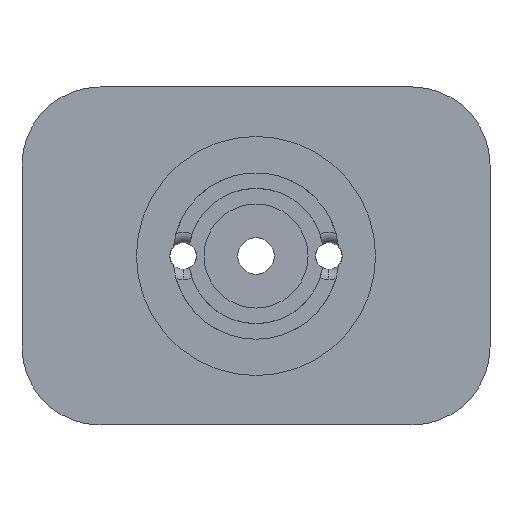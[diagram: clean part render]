
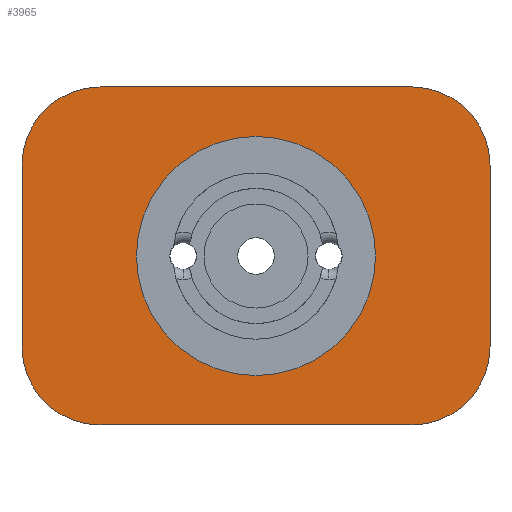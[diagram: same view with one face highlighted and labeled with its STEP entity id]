
A CAD part, front view. The second image highlights one B-rep face of the part: STEP entity #3965.
In plain terms, the highlighted planar face has unit normal (0, -1, 0).
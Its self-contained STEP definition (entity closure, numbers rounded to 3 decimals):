
#54 = CARTESIAN_POINT ( 'NONE',  ( 45., 0., -17.5 ) ) ;
#144 = ORIENTED_EDGE ( 'NONE', *, *, #644, .F. ) ;
#148 = CARTESIAN_POINT ( 'NONE',  ( 0., 0., 0. ) ) ;
#394 = CARTESIAN_POINT ( 'NONE',  ( -30., 0., 17.5 ) ) ;
#501 = DIRECTION ( 'NONE',  ( 0., 0., -1. ) ) ;
#534 = AXIS2_PLACEMENT_3D ( 'NONE', #2342, #2018, #4430 ) ;
#599 = EDGE_CURVE ( 'NONE', #2583, #1536, #1295, .T. ) ;
#603 = DIRECTION ( 'NONE',  ( 0., 0., 1. ) ) ;
#618 = DIRECTION ( 'NONE',  ( -1., 0., 0. ) ) ;
#644 = EDGE_CURVE ( 'NONE', #4210, #2164, #3156, .T. ) ;
#667 = CARTESIAN_POINT ( 'NONE',  ( -30., 0., -32.5 ) ) ;
#701 = ORIENTED_EDGE ( 'NONE', *, *, #3679, .F. ) ;
#766 = CARTESIAN_POINT ( 'NONE',  ( 30., 0., 32.5 ) ) ;
#813 = PLANE ( 'NONE',  #1479 ) ;
#817 = VERTEX_POINT ( 'NONE', #1945 ) ;
#845 = DIRECTION ( 'NONE',  ( 0., -1., 0. ) ) ;
#852 = VERTEX_POINT ( 'NONE', #1966 ) ;
#869 = CARTESIAN_POINT ( 'NONE',  ( 0., 0., 0. ) ) ;
#951 = CARTESIAN_POINT ( 'NONE',  ( 45., 0., 17.5 ) ) ;
#960 = CARTESIAN_POINT ( 'NONE',  ( -45., 0., 17.5 ) ) ;
#1055 = CIRCLE ( 'NONE', #534, 15. ) ;
#1074 = CARTESIAN_POINT ( 'NONE',  ( -30., 0., -32.5 ) ) ;
#1135 = DIRECTION ( 'NONE',  ( 0., -1., 0. ) ) ;
#1189 = EDGE_LOOP ( 'NONE', ( #701, #4353 ) ) ;
#1295 = LINE ( 'NONE', #2742, #3938 ) ;
#1388 = VECTOR ( 'NONE', #618, 1000. ) ;
#1408 = VECTOR ( 'NONE', #2740, 1000. ) ;
#1415 = CARTESIAN_POINT ( 'NONE',  ( -45., 0., 17.5 ) ) ;
#1479 = AXIS2_PLACEMENT_3D ( 'NONE', #394, #1135, #2574 ) ;
#1536 = VERTEX_POINT ( 'NONE', #54 ) ;
#1668 = CARTESIAN_POINT ( 'NONE',  ( -45., 0., -17.5 ) ) ;
#1727 = DIRECTION ( 'NONE',  ( 0., 0., 1. ) ) ;
#1743 = AXIS2_PLACEMENT_3D ( 'NONE', #2389, #2038, #603 ) ;
#1945 = CARTESIAN_POINT ( 'NONE',  ( 0., 0., -23. ) ) ;
#1966 = CARTESIAN_POINT ( 'NONE',  ( 0., 0., 23. ) ) ;
#1989 = EDGE_CURVE ( 'NONE', #852, #817, #3780, .T. ) ;
#2018 = DIRECTION ( 'NONE',  ( 0., 1., 0. ) ) ;
#2027 = VERTEX_POINT ( 'NONE', #1668 ) ;
#2038 = DIRECTION ( 'NONE',  ( 0., 1., 0. ) ) ;
#2059 = LINE ( 'NONE', #2792, #1408 ) ;
#2094 = CIRCLE ( 'NONE', #4408, 23. ) ;
#2164 = VERTEX_POINT ( 'NONE', #1074 ) ;
#2342 = CARTESIAN_POINT ( 'NONE',  ( -30., 0., 17.5 ) ) ;
#2367 = ORIENTED_EDGE ( 'NONE', *, *, #2585, .F. ) ;
#2389 = CARTESIAN_POINT ( 'NONE',  ( -30., 0., -17.5 ) ) ;
#2480 = EDGE_CURVE ( 'NONE', #4619, #3899, #1055, .T. ) ;
#2487 = VECTOR ( 'NONE', #3832, 1000. ) ;
#2501 = CARTESIAN_POINT ( 'NONE',  ( 30., 0., 17.5 ) ) ;
#2574 = DIRECTION ( 'NONE',  ( 0., 0., -1. ) ) ;
#2583 = VERTEX_POINT ( 'NONE', #951 ) ;
#2585 = EDGE_CURVE ( 'NONE', #2164, #2027, #3171, .T. ) ;
#2740 = DIRECTION ( 'NONE',  ( 1., 0., 0. ) ) ;
#2742 = CARTESIAN_POINT ( 'NONE',  ( 45., 0., 17.5 ) ) ;
#2792 = CARTESIAN_POINT ( 'NONE',  ( -30., 0., 32.5 ) ) ;
#2928 = FACE_BOUND ( 'NONE', #1189, .T. ) ;
#2943 = EDGE_CURVE ( 'NONE', #1536, #4210, #4435, .T. ) ;
#2968 = EDGE_CURVE ( 'NONE', #2027, #4619, #4179, .T. ) ;
#2989 = CIRCLE ( 'NONE', #3220, 15. ) ;
#3013 = ORIENTED_EDGE ( 'NONE', *, *, #2943, .F. ) ;
#3039 = CARTESIAN_POINT ( 'NONE',  ( 30., 0., -17.5 ) ) ;
#3156 = LINE ( 'NONE', #667, #1388 ) ;
#3171 = CIRCLE ( 'NONE', #1743, 15. ) ;
#3211 = ORIENTED_EDGE ( 'NONE', *, *, #599, .F. ) ;
#3220 = AXIS2_PLACEMENT_3D ( 'NONE', #2501, #3906, #1727 ) ;
#3291 = EDGE_CURVE ( 'NONE', #3899, #3365, #2059, .T. ) ;
#3320 = ORIENTED_EDGE ( 'NONE', *, *, #4540, .F. ) ;
#3323 = AXIS2_PLACEMENT_3D ( 'NONE', #3039, #4532, #4437 ) ;
#3358 = CARTESIAN_POINT ( 'NONE',  ( -30., 0., 32.5 ) ) ;
#3365 = VERTEX_POINT ( 'NONE', #766 ) ;
#3366 = ORIENTED_EDGE ( 'NONE', *, *, #3291, .F. ) ;
#3401 = DIRECTION ( 'NONE',  ( 0., 0., -1. ) ) ;
#3572 = EDGE_LOOP ( 'NONE', ( #4200, #4339, #2367, #144, #3013, #3211, #3320, #3366 ) ) ;
#3584 = CARTESIAN_POINT ( 'NONE',  ( 30., 0., -32.5 ) ) ;
#3679 = EDGE_CURVE ( 'NONE', #817, #852, #2094, .T. ) ;
#3712 = DIRECTION ( 'NONE',  ( 0., -1., 0. ) ) ;
#3737 = DIRECTION ( 'NONE',  ( 0., 0., -1. ) ) ;
#3780 = CIRCLE ( 'NONE', #4151, 23. ) ;
#3832 = DIRECTION ( 'NONE',  ( 0., 0., 1. ) ) ;
#3899 = VERTEX_POINT ( 'NONE', #3358 ) ;
#3906 = DIRECTION ( 'NONE',  ( 0., 1., 0. ) ) ;
#3938 = VECTOR ( 'NONE', #3401, 1000. ) ;
#3965 = ADVANCED_FACE ( 'NONE', ( #2928, #4352 ), #813, .T. ) ;
#4151 = AXIS2_PLACEMENT_3D ( 'NONE', #148, #3712, #501 ) ;
#4179 = LINE ( 'NONE', #960, #2487 ) ;
#4200 = ORIENTED_EDGE ( 'NONE', *, *, #2480, .F. ) ;
#4210 = VERTEX_POINT ( 'NONE', #3584 ) ;
#4339 = ORIENTED_EDGE ( 'NONE', *, *, #2968, .F. ) ;
#4352 = FACE_OUTER_BOUND ( 'NONE', #3572, .T. ) ;
#4353 = ORIENTED_EDGE ( 'NONE', *, *, #1989, .F. ) ;
#4408 = AXIS2_PLACEMENT_3D ( 'NONE', #869, #845, #3737 ) ;
#4430 = DIRECTION ( 'NONE',  ( 0., 0., -1. ) ) ;
#4435 = CIRCLE ( 'NONE', #3323, 15. ) ;
#4437 = DIRECTION ( 'NONE',  ( 0., 0., 1. ) ) ;
#4532 = DIRECTION ( 'NONE',  ( 0., 1., 0. ) ) ;
#4540 = EDGE_CURVE ( 'NONE', #3365, #2583, #2989, .T. ) ;
#4619 = VERTEX_POINT ( 'NONE', #1415 ) ;
